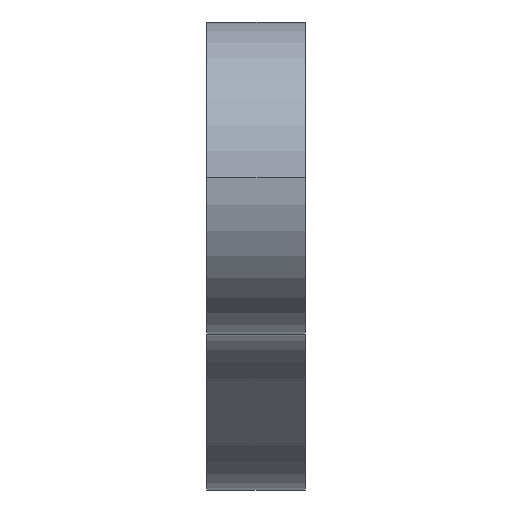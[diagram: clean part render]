
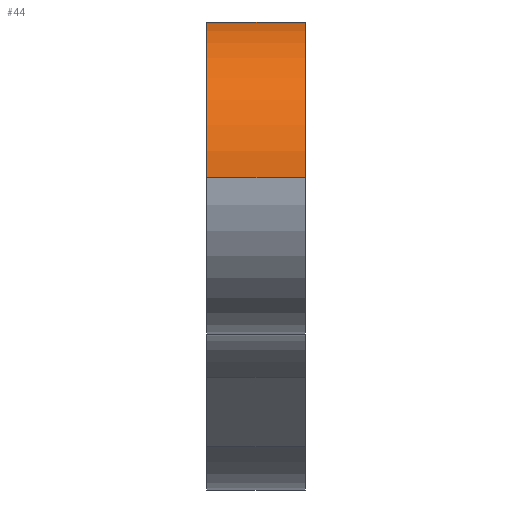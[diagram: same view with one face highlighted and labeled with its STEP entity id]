
A CAD part, left-side view. The second image highlights one B-rep face of the part: STEP entity #44.
In plain terms, the highlighted cylindrical face has radius 59.531 mm (diameter 119.062 mm), a partial arc.
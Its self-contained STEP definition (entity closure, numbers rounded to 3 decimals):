
#7 = DIRECTION ( 'NONE',  ( 0., -1., 0. ) ) ;
#9 = VERTEX_POINT ( 'NONE', #298 ) ;
#19 = CIRCLE ( 'NONE', #410, 59.531 ) ;
#22 = LINE ( 'NONE', #645, #461 ) ;
#44 = ADVANCED_FACE ( 'NONE', ( #135 ), #463, .T. ) ;
#77 = DIRECTION ( 'NONE',  ( 0., -1., 0. ) ) ;
#80 = DIRECTION ( 'NONE',  ( 0., -1., 0. ) ) ;
#103 = EDGE_CURVE ( 'NONE', #326, #588, #19, .T. ) ;
#123 = CARTESIAN_POINT ( 'NONE',  ( -317.5, 37.5, -24.805 ) ) ;
#124 = AXIS2_PLACEMENT_3D ( 'NONE', #129, #631, #760 ) ;
#129 = CARTESIAN_POINT ( 'NONE',  ( -257.969, 37.5, -24.805 ) ) ;
#135 = FACE_OUTER_BOUND ( 'NONE', #761, .T. ) ;
#164 = EDGE_CURVE ( 'NONE', #357, #9, #623, .T. ) ;
#202 = CARTESIAN_POINT ( 'NONE',  ( -257.969, 0., -24.805 ) ) ;
#258 = CARTESIAN_POINT ( 'NONE',  ( -257.969, 0., 34.727 ) ) ;
#260 = VECTOR ( 'NONE', #375, 1000. ) ;
#298 = CARTESIAN_POINT ( 'NONE',  ( -257.969, 37.5, 34.727 ) ) ;
#304 = ORIENTED_EDGE ( 'NONE', *, *, #164, .F. ) ;
#326 = VERTEX_POINT ( 'NONE', #258 ) ;
#333 = ORIENTED_EDGE ( 'NONE', *, *, #405, .T. ) ;
#357 = VERTEX_POINT ( 'NONE', #123 ) ;
#374 = ORIENTED_EDGE ( 'NONE', *, *, #534, .F. ) ;
#375 = DIRECTION ( 'NONE',  ( 0., -1., 0. ) ) ;
#385 = CARTESIAN_POINT ( 'NONE',  ( -317.5, 37.5, -24.805 ) ) ;
#394 = CARTESIAN_POINT ( 'NONE',  ( -257.969, 37.5, -24.805 ) ) ;
#405 = EDGE_CURVE ( 'NONE', #357, #588, #628, .T. ) ;
#410 = AXIS2_PLACEMENT_3D ( 'NONE', #202, #77, #582 ) ;
#461 = VECTOR ( 'NONE', #80, 1000. ) ;
#463 = CYLINDRICAL_SURFACE ( 'NONE', #528, 59.531 ) ;
#519 = DIRECTION ( 'NONE',  ( 0., 0., -1. ) ) ;
#528 = AXIS2_PLACEMENT_3D ( 'NONE', #394, #7, #519 ) ;
#534 = EDGE_CURVE ( 'NONE', #9, #326, #22, .T. ) ;
#582 = DIRECTION ( 'NONE',  ( 0., 0., 1. ) ) ;
#588 = VERTEX_POINT ( 'NONE', #602 ) ;
#602 = CARTESIAN_POINT ( 'NONE',  ( -317.5, 0., -24.805 ) ) ;
#623 = CIRCLE ( 'NONE', #124, 59.531 ) ;
#628 = LINE ( 'NONE', #385, #260 ) ;
#631 = DIRECTION ( 'NONE',  ( 0., 1., 0. ) ) ;
#645 = CARTESIAN_POINT ( 'NONE',  ( -257.969, 37.5, 34.727 ) ) ;
#709 = ORIENTED_EDGE ( 'NONE', *, *, #103, .F. ) ;
#760 = DIRECTION ( 'NONE',  ( 0., 0., 1. ) ) ;
#761 = EDGE_LOOP ( 'NONE', ( #304, #333, #709, #374 ) ) ;
